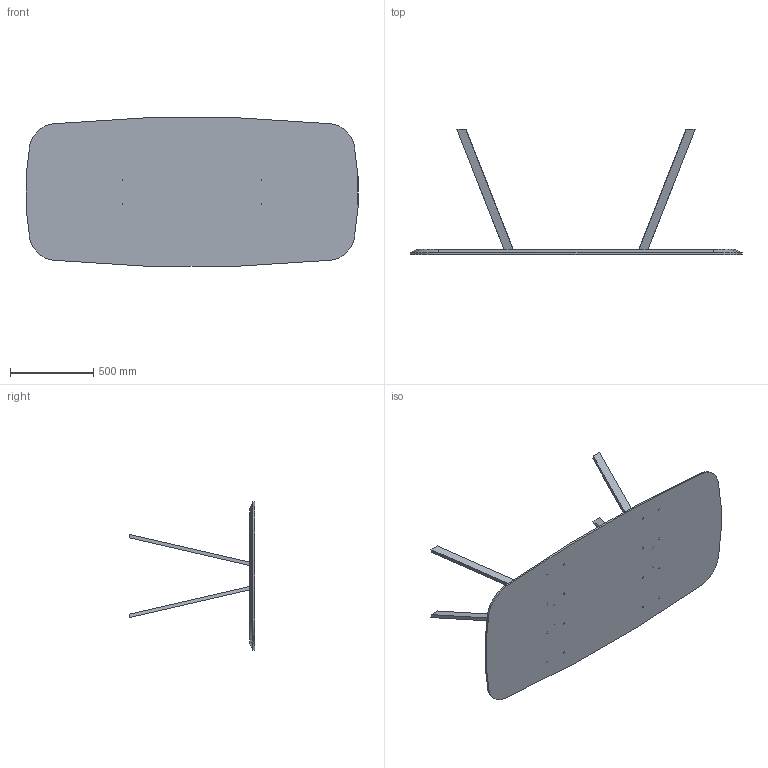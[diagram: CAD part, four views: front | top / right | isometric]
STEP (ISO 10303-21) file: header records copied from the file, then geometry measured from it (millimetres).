
FILE_DESCRIPTION((''),'2;1');
FILE_NAME('SOLIDT_RENDERDATEN_ASM','2018-10-17T',('user'),(''),'CREO PARAMETRIC BY PTC INC, 2017300','CREO PARAMETRIC BY PTC INC, 2017300','');
FILE_SCHEMA(('CONFIG_CONTROL_DESIGN'));
Length unit declared in the file: millimetre
Products named in the file (4): TISCHFUSS_BOM_REN; TISCHFUSS_SPIEGEL_BOM_REN; BOMBIERTE_PLATTE_REN; SOLIDT_RENDERDATEN_ASM
Assembly tree (3 placements, depth 2):
  SOLIDT_RENDERDATEN_ASM
    TISCHFUSS_BOM_REN
    TISCHFUSS_SPIEGEL_BOM_REN
    BOMBIERTE_PLATTE_REN
Bounding box: 1994.43 x 751 x 891.11 mm (x, y, z)
Volume: 51220176.6 mm3; surface area: 4513068.2 mm2
Topology: 3 solids, 3 shells, 224 faces, 552 edges, 360 vertices
Faces by surface type: plane 112, cylinder 88, cone 24
Entity records: 6816 total; most frequent: DIRECTION 1214, CARTESIAN_POINT 1143, ORIENTED_EDGE 1104, EDGE_CURVE 552, AXIS2_PLACEMENT_3D 431, VERTEX_POINT 360, VECTOR 352, LINE 352
